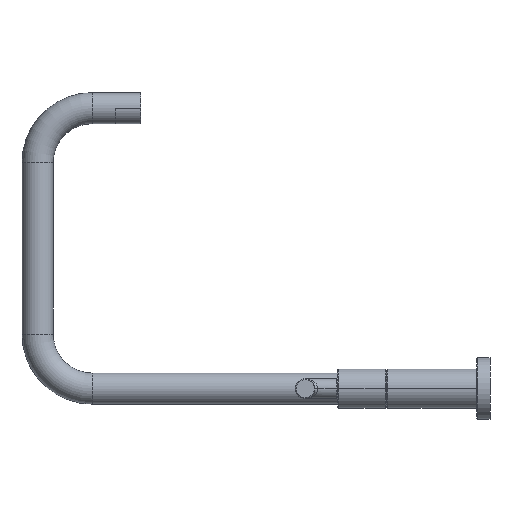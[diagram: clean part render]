
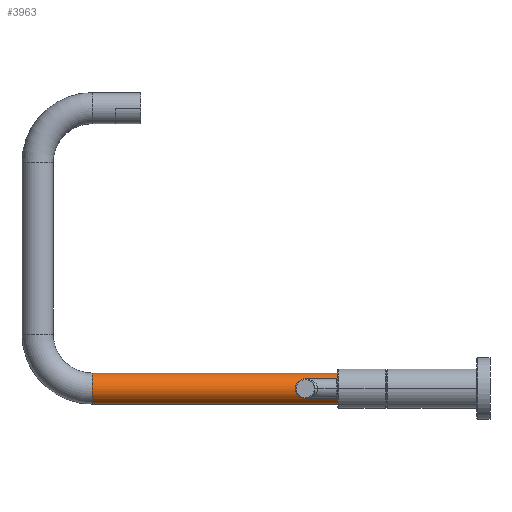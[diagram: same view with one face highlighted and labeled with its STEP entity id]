
A CAD part, left-side view. The second image highlights one B-rep face of the part: STEP entity #3963.
In plain terms, the highlighted cylindrical face has radius 12.7 mm (diameter 25.4 mm), a partial arc.
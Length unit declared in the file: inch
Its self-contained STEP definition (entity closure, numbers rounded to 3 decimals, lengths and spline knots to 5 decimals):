
#3632=CARTESIAN_POINT('',(0.,12.7688,0.));
#3633=DIRECTION('',(0.,-1.,0.));
#3634=DIRECTION('',(0.,0.,1.));
#3635=AXIS2_PLACEMENT_3D('',#3632,#3633,#3634);
#3640=DIRECTION('',(0.,-1.,0.));
#3641=VECTOR('',#3640,9.212);
#3642=CARTESIAN_POINT('',(0.,12.7688,0.5));
#3643=LINE('',#3642,#3641);
#3655=DIRECTION('',(0.,-1.,0.));
#3656=VECTOR('',#3655,9.212);
#3657=CARTESIAN_POINT('',(0.,12.7688,-0.5));
#3658=LINE('',#3657,#3656);
#3662=CARTESIAN_POINT('',(0.,3.5568,0.));
#3663=DIRECTION('',(0.,-1.,0.));
#3664=DIRECTION('',(0.,0.,1.));
#3665=AXIS2_PLACEMENT_3D('',#3662,#3663,#3664);
#3686=CARTESIAN_POINT('',(0.,3.5568,0.5));
#3687=CARTESIAN_POINT('',(0.,3.5568,-0.5));
#3688=VERTEX_POINT('',#3686);
#3689=VERTEX_POINT('',#3687);
#3694=CARTESIAN_POINT('',(0.,12.7688,0.5));
#3695=CARTESIAN_POINT('',(0.,12.7688,-0.5));
#3696=VERTEX_POINT('',#3694);
#3697=VERTEX_POINT('',#3695);
#3949=CARTESIAN_POINT('',(0.,12.7688,0.));
#3950=DIRECTION('',(0.,-1.,0.));
#3951=DIRECTION('',(0.,0.,1.));
#3952=AXIS2_PLACEMENT_3D('',#3949,#3950,#3951);
#3953=CYLINDRICAL_SURFACE('',#3952,0.5);
#3954=ORIENTED_EDGE('',*,*,#3931,.F.);
#3956=ORIENTED_EDGE('',*,*,#3955,.T.);
#3958=ORIENTED_EDGE('',*,*,#3957,.T.);
#3960=ORIENTED_EDGE('',*,*,#3959,.F.);
#3961=EDGE_LOOP('',(#3954,#3956,#3958,#3960));
#3962=FACE_OUTER_BOUND('',#3961,.F.);
#3636=CIRCLE('',#3635,0.5);
#3666=CIRCLE('',#3665,0.5);
#3931=EDGE_CURVE('',#3696,#3697,#3636,.T.);
#3955=EDGE_CURVE('',#3696,#3688,#3643,.T.);
#3957=EDGE_CURVE('',#3688,#3689,#3666,.T.);
#3959=EDGE_CURVE('',#3697,#3689,#3658,.T.);
#3963=ADVANCED_FACE('',(#3962),#3953,.T.);
